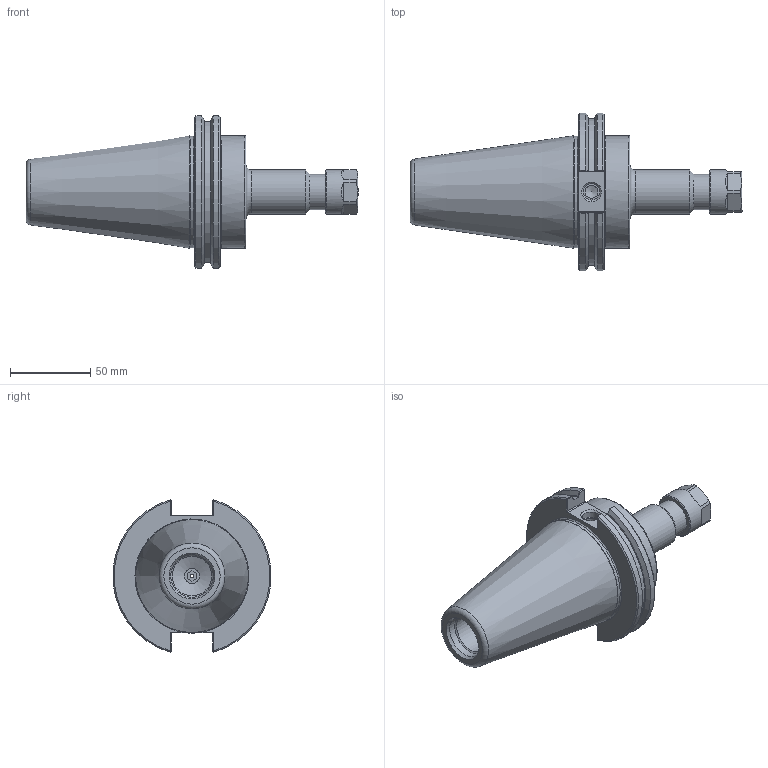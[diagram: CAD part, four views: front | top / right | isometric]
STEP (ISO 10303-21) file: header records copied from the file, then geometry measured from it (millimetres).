
FILE_DESCRIPTION((''),'2;1');
FILE_NAME('C50-16ER412.stp','2014-07-29T12:24:50',('kaykin'),(''),'Autodesk Inventor 2012','Autodesk Inventor 2012','');
FILE_SCHEMA(('AUTOMOTIVE_DESIGN { 1 0 10303 214 1 1 1 1 }'));
Length unit declared in the file: inch
Products named in the file (4): C50-16ER412; C50-16ER4-1; 16ERHPN; BS-20
Assembly tree (3 placements, depth 2):
  C50-16ER412
    C50-16ER4-1
    16ERHPN
    BS-20
Bounding box: 206.25 x 98.06 x 94.71 mm (x, y, z)
Volume: 395787.1 mm3; surface area: 61058.9 mm2
Topology: 4 solids, 4 shells, 151 faces, 366 edges, 231 vertices
Faces by surface type: plane 62, cylinder 41, cone 30, torus 10, bspline 8
Full cylindrical faces by diameter (mm): 2.286 x1, 8 x1, 9.462 x1, 9.728 x1, 10.135 x1, 10.973 x1, 11.176 x1, 12.04 x1, 16.002 x1, 17.01 x1, 17.112 x1, 17.272 x1, 20.066 x1, 20.168 x1, 20.676 x1, 22 x1, 22.428 x1, 24.638 x1, 26.365 x1, 27.432 x1, 27.737 x1, 69.342 x1, 69.85 x1
Entity records: 5092 total; most frequent: CARTESIAN_POINT 1678, DIRECTION 654, ORIENTED_EDGE 600, EDGE_CURVE 300, AXIS2_PLACEMENT_3D 268, EDGE_LOOP 222, VERTEX_POINT 220, FACE_OUTER_BOUND 151
